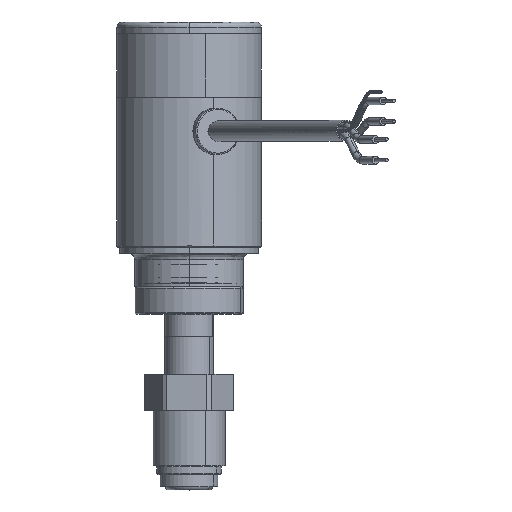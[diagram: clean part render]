
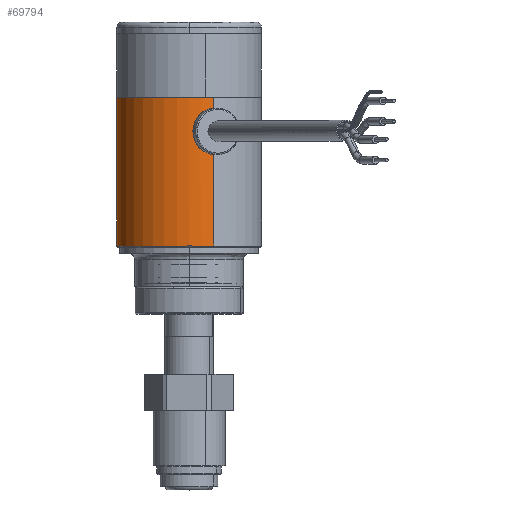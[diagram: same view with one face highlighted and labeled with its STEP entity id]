
A CAD part, top view. The second image highlights one B-rep face of the part: STEP entity #69794.
In plain terms, the highlighted cylindrical face has radius 14.287 mm (diameter 28.575 mm), a partial arc.
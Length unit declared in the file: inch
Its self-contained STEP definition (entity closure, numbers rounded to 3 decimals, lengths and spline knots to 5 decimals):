
#295 = CIRCLE ( 'NONE', #26942, 0.5625 ) ;
#592 = CARTESIAN_POINT ( 'NONE',  ( 0.08451, 2.51122, 0.55614 ) ) ;
#1043 = ORIENTED_EDGE ( 'NONE', *, *, #12230, .T. ) ;
#1156 = DIRECTION ( 'NONE',  ( 0., -1., 0. ) ) ;
#1664 = CARTESIAN_POINT ( 'NONE',  ( 0.09048, 2.33325, 0.55521 ) ) ;
#2028 = CARTESIAN_POINT ( 'NONE',  ( 0.0743, 2.35554, 0.5576 ) ) ;
#2734 = ORIENTED_EDGE ( 'NONE', *, *, #28646, .T. ) ;
#4832 = DIRECTION ( 'NONE',  ( 0., -1., 0. ) ) ;
#5416 = DIRECTION ( 'NONE',  ( 0.343, 0., 0.939 ) ) ;
#5889 = LINE ( 'NONE', #7236, #60752 ) ;
#5921 = DIRECTION ( 'NONE',  ( 0., 1., 0. ) ) ;
#6354 = CARTESIAN_POINT ( 'NONE',  ( 0.14979, 2.29304, 0.54226 ) ) ;
#6737 = CARTESIAN_POINT ( 'NONE',  ( -0.1929, 1.53584, -0.52839 ) ) ;
#7077 = CARTESIAN_POINT ( 'NONE',  ( 0.05626, 2.40739, 0.55968 ) ) ;
#7188 = ORIENTED_EDGE ( 'NONE', *, *, #10439, .T. ) ;
#7236 = CARTESIAN_POINT ( 'NONE',  ( 0.1929, 2.68984, 0.52839 ) ) ;
#8844 = VERTEX_POINT ( 'NONE', #44273 ) ;
#10439 = EDGE_CURVE ( 'NONE', #61660, #58036, #67632, .T. ) ;
#10692 = EDGE_CURVE ( 'NONE', #57323, #38543, #5889, .T. ) ;
#11768 = CARTESIAN_POINT ( 'NONE',  ( 0.12546, 2.30437, 0.54838 ) ) ;
#11950 = ORIENTED_EDGE ( 'NONE', *, *, #37994, .T. ) ;
#12230 = EDGE_CURVE ( 'NONE', #8844, #61660, #295, .T. ) ;
#12483 = VECTOR ( 'NONE', #12529, 39.37008 ) ;
#12529 = DIRECTION ( 'NONE',  ( 0., -1., 0. ) ) ;
#12737 = B_SPLINE_CURVE_WITH_KNOTS ( 'NONE', 3,
 ( #16818, #38804, #60751, #39161, #6354, #35197, #11768, #34837, #49940, #1664, #13204, #2028, #29424, #66863, #56779, #7077, #62548, #51382, #28701, #61820, #44556, #17534, #66513, #592, #23659, #40236, #61108, #23299, #34476, #45270, #40595, #22577, #67220, #17178 ),
 .UNSPECIFIED., .F., .F.,
 ( 4, 2, 2, 2, 2, 2, 2, 2, 2, 2, 2, 2, 2, 2, 2, 2, 4 ),
 ( 0., 0.0007, 0.00139, 0.00209, 0.00279, 0.00349, 0.00418, 0.00488, 0.00558, 0.00627, 0.00697, 0.00767, 0.00837, 0.00906, 0.00976, 0.01046, 0.01115 ),
 .UNSPECIFIED. ) ;
#13204 = CARTESIAN_POINT ( 'NONE',  ( 0.08466, 2.34027, 0.55612 ) ) ;
#13235 = AXIS2_PLACEMENT_3D ( 'NONE', #26683, #47584, #15496 ) ;
#15496 = DIRECTION ( 'NONE',  ( 0.343, 0., 0.939 ) ) ;
#16818 = CARTESIAN_POINT ( 'NONE',  ( 0.1929, 2.28584, 0.52839 ) ) ;
#17178 = CARTESIAN_POINT ( 'NONE',  ( 0.1929, 2.56584, 0.52839 ) ) ;
#17534 = CARTESIAN_POINT ( 'NONE',  ( 0.06987, 2.48801, 0.55816 ) ) ;
#18250 = EDGE_LOOP ( 'NONE', ( #1043, #7188, #2734, #32963, #11950, #66595 ) ) ;
#18439 = CIRCLE ( 'NONE', #58666, 0.5625 ) ;
#21433 = CARTESIAN_POINT ( 'NONE',  ( 0.1929, 1.53584, 0.52839 ) ) ;
#21495 = VECTOR ( 'NONE', #1156, 39.37008 ) ;
#22577 = CARTESIAN_POINT ( 'NONE',  ( 0.17549, 2.56493, 0.5345 ) ) ;
#23299 = CARTESIAN_POINT ( 'NONE',  ( 0.12536, 2.54725, 0.54841 ) ) ;
#23659 = CARTESIAN_POINT ( 'NONE',  ( 0.09044, 2.51838, 0.55522 ) ) ;
#26683 = CARTESIAN_POINT ( 'NONE',  ( 0., 2.68984, 0. ) ) ;
#26942 = AXIS2_PLACEMENT_3D ( 'NONE', #37878, #70625, #5416 ) ;
#28646 = EDGE_CURVE ( 'NONE', #58036, #38543, #18439, .T. ) ;
#28701 = CARTESIAN_POINT ( 'NONE',  ( 0.05626, 2.44425, 0.55968 ) ) ;
#29424 = CARTESIAN_POINT ( 'NONE',  ( 0.0699, 2.36362, 0.55815 ) ) ;
#32963 = ORIENTED_EDGE ( 'NONE', *, *, #10692, .F. ) ;
#34476 = CARTESIAN_POINT ( 'NONE',  ( 0.13329, 2.55158, 0.54655 ) ) ;
#34837 = CARTESIAN_POINT ( 'NONE',  ( 0.11047, 2.31452, 0.5516 ) ) ;
#35197 = CARTESIAN_POINT ( 'NONE',  ( 0.13333, 2.30007, 0.54654 ) ) ;
#37878 = CARTESIAN_POINT ( 'NONE',  ( 0., 2.68984, 0. ) ) ;
#37994 = EDGE_CURVE ( 'NONE', #57323, #61563, #12737, .T. ) ;
#38543 = VERTEX_POINT ( 'NONE', #21433 ) ;
#38804 = CARTESIAN_POINT ( 'NONE',  ( 0.18418, 2.28584, 0.53157 ) ) ;
#39081 = DIRECTION ( 'NONE',  ( 0.343, 0., 0.939 ) ) ;
#39161 = CARTESIAN_POINT ( 'NONE',  ( 0.15838, 2.29033, 0.53982 ) ) ;
#40236 = CARTESIAN_POINT ( 'NONE',  ( 0.10329, 2.53123, 0.55297 ) ) ;
#40595 = CARTESIAN_POINT ( 'NONE',  ( 0.15817, 2.5613, 0.53988 ) ) ;
#44273 = CARTESIAN_POINT ( 'NONE',  ( 0.1929, 2.68984, 0.52839 ) ) ;
#44556 = CARTESIAN_POINT ( 'NONE',  ( 0.0627, 2.47108, 0.55901 ) ) ;
#45270 = CARTESIAN_POINT ( 'NONE',  ( 0.14964, 2.55858, 0.5423 ) ) ;
#45670 = CARTESIAN_POINT ( 'NONE',  ( 0.1929, 2.56584, 0.52839 ) ) ;
#47584 = DIRECTION ( 'NONE',  ( 0., -1., 0. ) ) ;
#49793 = CARTESIAN_POINT ( 'NONE',  ( 0.1929, 2.68984, 0.52839 ) ) ;
#49940 = CARTESIAN_POINT ( 'NONE',  ( 0.10335, 2.3204, 0.55296 ) ) ;
#50153 = LINE ( 'NONE', #49793, #21495 ) ;
#50769 = CARTESIAN_POINT ( 'NONE',  ( 0.1929, 2.28584, 0.52839 ) ) ;
#51382 = CARTESIAN_POINT ( 'NONE',  ( 0.05532, 2.43513, 0.55977 ) ) ;
#52135 = CARTESIAN_POINT ( 'NONE',  ( -0.1929, 2.68984, -0.52839 ) ) ;
#56779 = CARTESIAN_POINT ( 'NONE',  ( 0.05998, 2.38928, 0.5593 ) ) ;
#57323 = VERTEX_POINT ( 'NONE', #50769 ) ;
#58036 = VERTEX_POINT ( 'NONE', #6737 ) ;
#58666 = AXIS2_PLACEMENT_3D ( 'NONE', #66784, #5921, #39081 ) ;
#60752 = VECTOR ( 'NONE', #4832, 39.37008 ) ;
#60751 = CARTESIAN_POINT ( 'NONE',  ( 0.17553, 2.28675, 0.53449 ) ) ;
#61108 = CARTESIAN_POINT ( 'NONE',  ( 0.11028, 2.53702, 0.55164 ) ) ;
#61563 = VERTEX_POINT ( 'NONE', #45670 ) ;
#61660 = VERTEX_POINT ( 'NONE', #52135 ) ;
#61820 = CARTESIAN_POINT ( 'NONE',  ( 0.05992, 2.46218, 0.5593 ) ) ;
#62548 = CARTESIAN_POINT ( 'NONE',  ( 0.05532, 2.41656, 0.55977 ) ) ;
#64837 = CYLINDRICAL_SURFACE ( 'NONE', #13235, 0.5625 ) ;
#66118 = EDGE_CURVE ( 'NONE', #8844, #61563, #50153, .T. ) ;
#66513 = CARTESIAN_POINT ( 'NONE',  ( 0.07425, 2.49603, 0.5576 ) ) ;
#66595 = ORIENTED_EDGE ( 'NONE', *, *, #66118, .F. ) ;
#66784 = CARTESIAN_POINT ( 'NONE',  ( 0., 1.53584, 0. ) ) ;
#66863 = CARTESIAN_POINT ( 'NONE',  ( 0.06276, 2.38044, 0.559 ) ) ;
#67220 = CARTESIAN_POINT ( 'NONE',  ( 0.18418, 2.56584, 0.53157 ) ) ;
#67632 = LINE ( 'NONE', #68353, #12483 ) ;
#68353 = CARTESIAN_POINT ( 'NONE',  ( -0.1929, 2.68984, -0.52839 ) ) ;
#69794 = ADVANCED_FACE ( 'NONE', ( #70243 ), #64837, .T. ) ;
#70243 = FACE_OUTER_BOUND ( 'NONE', #18250, .T. ) ;
#70625 = DIRECTION ( 'NONE',  ( 0., -1., 0. ) ) ;
